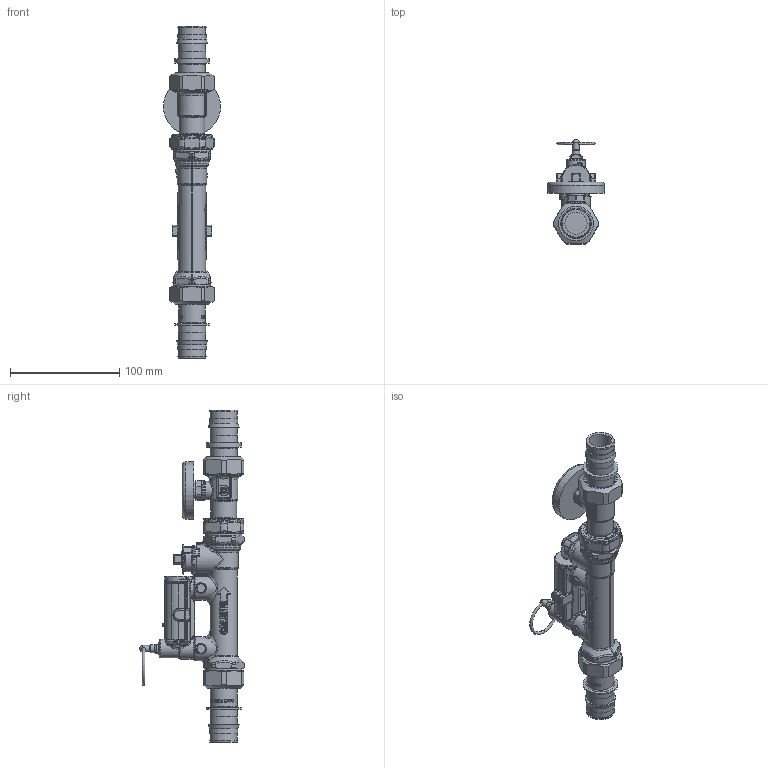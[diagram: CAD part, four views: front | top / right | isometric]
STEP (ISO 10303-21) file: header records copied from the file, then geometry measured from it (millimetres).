
FILE_DESCRIPTION(/* description */ (''),/* implementation_level */ '2;1');
FILE_NAME(/* name */ '132633AFC.stp',/* time_stamp */ '2025-07-16T12:29:19-05:00',/* author */ ('ischreiner'),/* organization */ (''),/* preprocessor_version */ 'ST-DEVELOPER v20',/* originating_system */ 'Autodesk Inventor 2025',/* authorisation */ '');
FILE_SCHEMA (('AUTOMOTIVE_DESIGN { 1 0 10303 214 3 1 1 }'));
Length unit declared in the file: inch
Products named in the file (6):  132633AFC; 132637 - TST; F61008 - 1 inch union nut; NA10358_Simplify_1; F0015066 PEX exp 1 in tailpiece for check; F0002153 PEX exp 1 inch tailpiece
Assembly tree (6 placements, depth 2):
   132633AFC
    132637 - TST
    F61008 - 1 inch union nut  x2
    NA10358_Simplify_1
    F0015066 PEX exp 1 in tailpiece for check
    F0002153 PEX exp 1 inch tailpiece
Bounding box: 52.32 x 95.91 x 304.32 mm (x, y, z)
Volume: 261280.9 mm3; surface area: 82571.2 mm2
Topology: 12 solids, 12 shells, 2783 faces, 6696 edges, 3899 vertices
Faces by surface type: bspline 1273, cylinder 578, plane 565, sphere 145, torus 119, cone 103
Full cylindrical faces by diameter (mm): 2.5 x1, 3 x1, 3.1 x1, 3.3 x1, 4.1 x1, 4.2 x1, 6 x2, 7 x1, 9.017 x1, 11.176 x1, 11.227 x1, 12.954 x1, 13.6 x1, 14.5 x1, 15.24 x1, 15.748 x1, 15.875 x1, 17 x2, 18 x1, 20.091 x2, 20.32 x2, 20.6 x1, 20.701 x1, 22 x2, 22.7 x2, 23.5 x1, 24 x1, 24.2 x1, 24.384 x2, 24.765 x4
Entity records: 164227 total; most frequent: CARTESIAN_POINT 105921, ORIENTED_EDGE 13010, DIRECTION 10252, EDGE_CURVE 6505, AXIS2_PLACEMENT_3D 4228, VERTEX_POINT 3864, EDGE_LOOP 2879, FACE_OUTER_BOUND 2762
